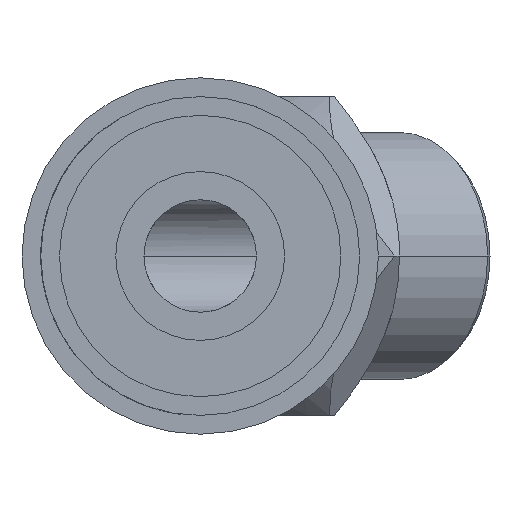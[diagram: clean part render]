
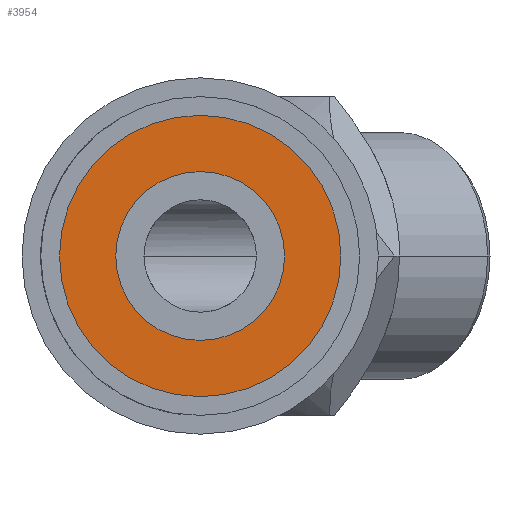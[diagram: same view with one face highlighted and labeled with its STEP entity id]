
A CAD part, left-side view. The second image highlights one B-rep face of the part: STEP entity #3954.
In plain terms, the highlighted planar face has unit normal (-1, 0, 0).
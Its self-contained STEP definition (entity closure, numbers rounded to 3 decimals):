
#303 = DIRECTION ( 'NONE',  ( 1., 0., 0. ) ) ;
#428 = CARTESIAN_POINT ( 'NONE',  ( 0., 0., 0. ) ) ;
#990 = AXIS2_PLACEMENT_3D ( 'NONE', #7274, #5141, #6569 ) ;
#1001 = DIRECTION ( 'NONE',  ( 0., 0., -1. ) ) ;
#1081 = ORIENTED_EDGE ( 'NONE', *, *, #3204, .T. ) ;
#1152 = CIRCLE ( 'NONE', #7059, 4.5 ) ;
#1279 = EDGE_CURVE ( 'NONE', #3909, #2003, #1880, .T. ) ;
#1560 = EDGE_CURVE ( 'NONE', #2003, #3909, #5567, .T. ) ;
#1654 = CARTESIAN_POINT ( 'NONE',  ( 0., 0., 7.5 ) ) ;
#1880 = CIRCLE ( 'NONE', #990, 7.5 ) ;
#2003 = VERTEX_POINT ( 'NONE', #8712 ) ;
#2134 = CARTESIAN_POINT ( 'NONE',  ( 0., 0., -4.5 ) ) ;
#2354 = DIRECTION ( 'NONE',  ( 0., 0., -1. ) ) ;
#3204 = EDGE_CURVE ( 'NONE', #3259, #4336, #8504, .T. ) ;
#3259 = VERTEX_POINT ( 'NONE', #9165 ) ;
#3397 = DIRECTION ( 'NONE',  ( 0., 0., -1. ) ) ;
#3835 = CARTESIAN_POINT ( 'NONE',  ( 0., 0., 0. ) ) ;
#3909 = VERTEX_POINT ( 'NONE', #1654 ) ;
#3954 = ADVANCED_FACE ( 'NONE', ( #7210, #5812 ), #4341, .F. ) ;
#4136 = DIRECTION ( 'NONE',  ( 1., 0., 0. ) ) ;
#4240 = AXIS2_PLACEMENT_3D ( 'NONE', #6421, #6470, #4396 ) ;
#4300 = EDGE_LOOP ( 'NONE', ( #7510, #5385 ) ) ;
#4336 = VERTEX_POINT ( 'NONE', #2134 ) ;
#4341 = PLANE ( 'NONE',  #8657 ) ;
#4396 = DIRECTION ( 'NONE',  ( 0., 0., 1. ) ) ;
#4964 = AXIS2_PLACEMENT_3D ( 'NONE', #428, #4136, #3397 ) ;
#5141 = DIRECTION ( 'NONE',  ( -1., 0., 0. ) ) ;
#5385 = ORIENTED_EDGE ( 'NONE', *, *, #1560, .T. ) ;
#5567 = CIRCLE ( 'NONE', #4240, 7.5 ) ;
#5812 = FACE_OUTER_BOUND ( 'NONE', #4300, .T. ) ;
#6421 = CARTESIAN_POINT ( 'NONE',  ( 0., 0., 0. ) ) ;
#6470 = DIRECTION ( 'NONE',  ( -1., 0., 0. ) ) ;
#6569 = DIRECTION ( 'NONE',  ( 0., 0., 1. ) ) ;
#7059 = AXIS2_PLACEMENT_3D ( 'NONE', #3835, #303, #1001 ) ;
#7158 = DIRECTION ( 'NONE',  ( 1., 0., 0. ) ) ;
#7210 = FACE_BOUND ( 'NONE', #7731, .T. ) ;
#7274 = CARTESIAN_POINT ( 'NONE',  ( 0., 0., 0. ) ) ;
#7510 = ORIENTED_EDGE ( 'NONE', *, *, #1279, .T. ) ;
#7726 = EDGE_CURVE ( 'NONE', #4336, #3259, #1152, .T. ) ;
#7731 = EDGE_LOOP ( 'NONE', ( #1081, #9113 ) ) ;
#8504 = CIRCLE ( 'NONE', #4964, 4.5 ) ;
#8634 = CARTESIAN_POINT ( 'NONE',  ( 0., 0., 0. ) ) ;
#8657 = AXIS2_PLACEMENT_3D ( 'NONE', #8634, #7158, #2354 ) ;
#8712 = CARTESIAN_POINT ( 'NONE',  ( 0., 0., -7.5 ) ) ;
#9113 = ORIENTED_EDGE ( 'NONE', *, *, #7726, .T. ) ;
#9165 = CARTESIAN_POINT ( 'NONE',  ( 0., 0., 4.5 ) ) ;
